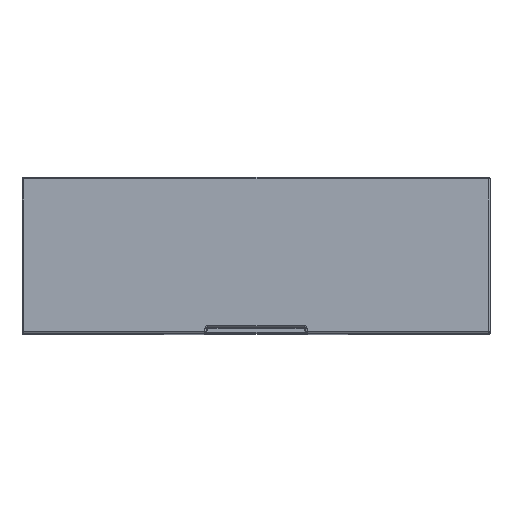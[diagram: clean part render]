
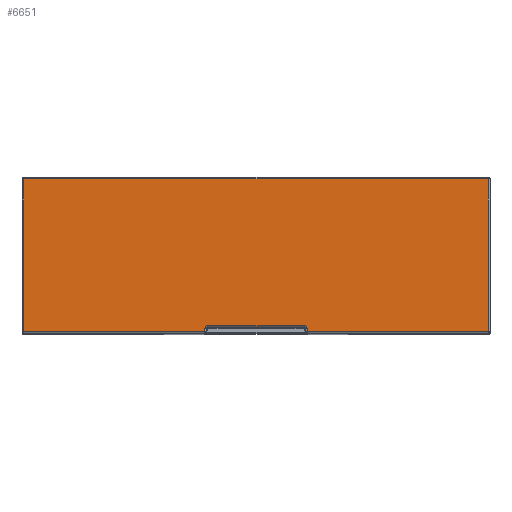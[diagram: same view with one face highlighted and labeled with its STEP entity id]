
A CAD part, top view. The second image highlights one B-rep face of the part: STEP entity #6651.
In plain terms, the highlighted planar face has unit normal (0, 0, 1).
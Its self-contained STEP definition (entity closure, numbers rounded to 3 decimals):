
#738=FACE_OUTER_BOUND('',#1170,.T.);
#1170=EDGE_LOOP('',(#5796,#5797,#5798,#5799,#5800,#5801,#5802,#5803,#5804,
#5805));
#1491=LINE('',#11186,#2005);
#1496=LINE('',#11207,#2010);
#1509=LINE('',#11292,#2023);
#1513=LINE('',#11305,#2027);
#1518=LINE('',#11361,#2032);
#1543=LINE('',#11433,#2057);
#1579=LINE('',#11492,#2093);
#1583=LINE('',#11499,#2097);
#2005=VECTOR('',#9058,10.);
#2010=VECTOR('',#9083,10.);
#2023=VECTOR('',#9188,10.);
#2027=VECTOR('',#9204,10.);
#2032=VECTOR('',#9271,10.);
#2057=VECTOR('',#9360,10.);
#2093=VECTOR('',#9442,10.);
#2097=VECTOR('',#9452,10.);
#2529=CIRCLE('',#7199,0.02);
#2553=CIRCLE('',#7233,0.02);
#3071=VERTEX_POINT('',#11032);
#3072=VERTEX_POINT('',#11033);
#3091=VERTEX_POINT('',#11093);
#3092=VERTEX_POINT('',#11095);
#3103=VERTEX_POINT('',#11135);
#3119=VERTEX_POINT('',#11179);
#3127=VERTEX_POINT('',#11202);
#3151=VERTEX_POINT('',#11284);
#3156=VERTEX_POINT('',#11300);
#3174=VERTEX_POINT('',#11354);
#3782=EDGE_CURVE('',#3071,#3072,#2529,.T.);
#3814=EDGE_CURVE('',#3091,#3092,#2553,.T.);
#3859=EDGE_CURVE('',#3119,#3091,#1491,.T.);
#3870=EDGE_CURVE('',#3103,#3127,#1496,.T.);
#3913=EDGE_CURVE('',#3151,#3119,#1509,.T.);
#3920=EDGE_CURVE('',#3127,#3156,#1513,.T.);
#3947=EDGE_CURVE('',#3174,#3151,#1518,.T.);
#3987=EDGE_CURVE('',#3156,#3174,#1543,.T.);
#4023=EDGE_CURVE('',#3072,#3103,#1579,.T.);
#4027=EDGE_CURVE('',#3092,#3071,#1583,.T.);
#5796=ORIENTED_EDGE('',*,*,#3870,.F.);
#5797=ORIENTED_EDGE('',*,*,#4023,.F.);
#5798=ORIENTED_EDGE('',*,*,#3782,.F.);
#5799=ORIENTED_EDGE('',*,*,#4027,.F.);
#5800=ORIENTED_EDGE('',*,*,#3814,.F.);
#5801=ORIENTED_EDGE('',*,*,#3859,.F.);
#5802=ORIENTED_EDGE('',*,*,#3913,.F.);
#5803=ORIENTED_EDGE('',*,*,#3947,.F.);
#5804=ORIENTED_EDGE('',*,*,#3987,.F.);
#5805=ORIENTED_EDGE('',*,*,#3920,.F.);
#6162=PLANE('',#7541);
#6651=ADVANCED_FACE('',(#738),#6162,.T.);
#7199=AXIS2_PLACEMENT_3D('',#11034,#8870,#8871);
#7233=AXIS2_PLACEMENT_3D('',#11096,#8946,#8947);
#7541=AXIS2_PLACEMENT_3D('',#11728,#9787,#9788);
#8870=DIRECTION('center_axis',(0.,0.,1.));
#8871=DIRECTION('ref_axis',(-0.707,0.707,0.));
#8946=DIRECTION('center_axis',(0.,0.,1.));
#8947=DIRECTION('ref_axis',(0.707,0.707,0.));
#9058=DIRECTION('',(0.,1.,0.));
#9083=DIRECTION('',(-1.,0.,0.));
#9188=DIRECTION('',(-1.,0.,0.));
#9204=DIRECTION('',(0.,1.,0.));
#9271=DIRECTION('',(0.,-1.,0.));
#9360=DIRECTION('',(1.,0.,0.));
#9442=DIRECTION('',(0.,-1.,0.));
#9452=DIRECTION('',(-1.,0.,0.));
#9787=DIRECTION('center_axis',(0.,0.,1.));
#9788=DIRECTION('ref_axis',(1.,0.,0.));
#11032=CARTESIAN_POINT('',(1.192,0.05,5.));
#11033=CARTESIAN_POINT('',(1.172,0.03,5.));
#11034=CARTESIAN_POINT('Origin',(1.192,0.03,5.));
#11093=CARTESIAN_POINT('',(1.828,0.03,5.));
#11095=CARTESIAN_POINT('',(1.808,0.05,5.));
#11096=CARTESIAN_POINT('Origin',(1.808,0.03,5.));
#11135=CARTESIAN_POINT('',(1.172,0.01,5.));
#11179=CARTESIAN_POINT('',(1.828,0.01,5.));
#11186=CARTESIAN_POINT('',(1.828,0.,5.));
#11202=CARTESIAN_POINT('',(0.01,0.01,5.));
#11207=CARTESIAN_POINT('',(0.75,0.01,5.));
#11284=CARTESIAN_POINT('',(2.99,0.01,5.));
#11292=CARTESIAN_POINT('',(0.75,0.01,5.));
#11300=CARTESIAN_POINT('',(0.01,0.99,5.));
#11305=CARTESIAN_POINT('',(0.01,0.,5.));
#11354=CARTESIAN_POINT('',(2.99,0.99,5.));
#11361=CARTESIAN_POINT('',(2.99,0.,5.));
#11433=CARTESIAN_POINT('',(0.75,0.99,5.));
#11492=CARTESIAN_POINT('',(1.172,0.,5.));
#11499=CARTESIAN_POINT('',(0.75,0.05,5.));
#11728=CARTESIAN_POINT('Origin',(0.,0.,5.));
